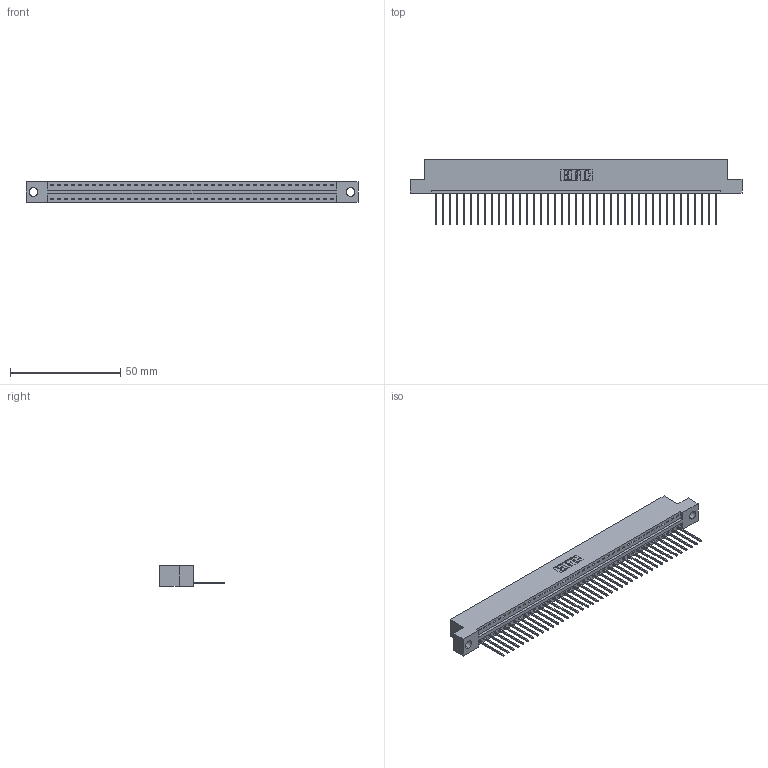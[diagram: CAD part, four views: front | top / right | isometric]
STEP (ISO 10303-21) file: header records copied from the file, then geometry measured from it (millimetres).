
FILE_DESCRIPTION (( 'STEP AP203' ), '1' );
FILE_NAME ('396-041-540-104.STEP', '2019-10-27T21:04:56', ( '' ), ( '' ), 'SwSTEP 2.0', 'SolidWorks 2016', '' );
FILE_SCHEMA (( 'CONFIG_CONTROL_DESIGN' ));
Length unit declared in the file: inch
Products named in the file (3): 345-292-001_345-293-140; 396-041-540-104; 346 Part_Flush Mounting Lugs - 0.156 Dia-TH
Assembly tree (42 placements, depth 2):
  396-041-540-104
    346 Part_Flush Mounting Lugs - 0.156 Dia-TH
    345-292-001_345-293-140  x41
Bounding box: 150.75 x 29.46 x 9.4 mm (x, y, z)
Volume: 14390.8 mm3; surface area: 18186.1 mm2
Topology: 42 solids, 42 shells, 2500 faces, 7545 edges, 4974 vertices
Faces by surface type: plane 1716, cylinder 784
Entity records: 25601 total; most frequent: CARTESIAN_POINT 4395, ORIENTED_EDGE 4370, DIRECTION 3879, EDGE_CURVE 2185, LINE 1889, VECTOR 1889, VERTEX_POINT 1454, AXIS2_PLACEMENT_3D 995
